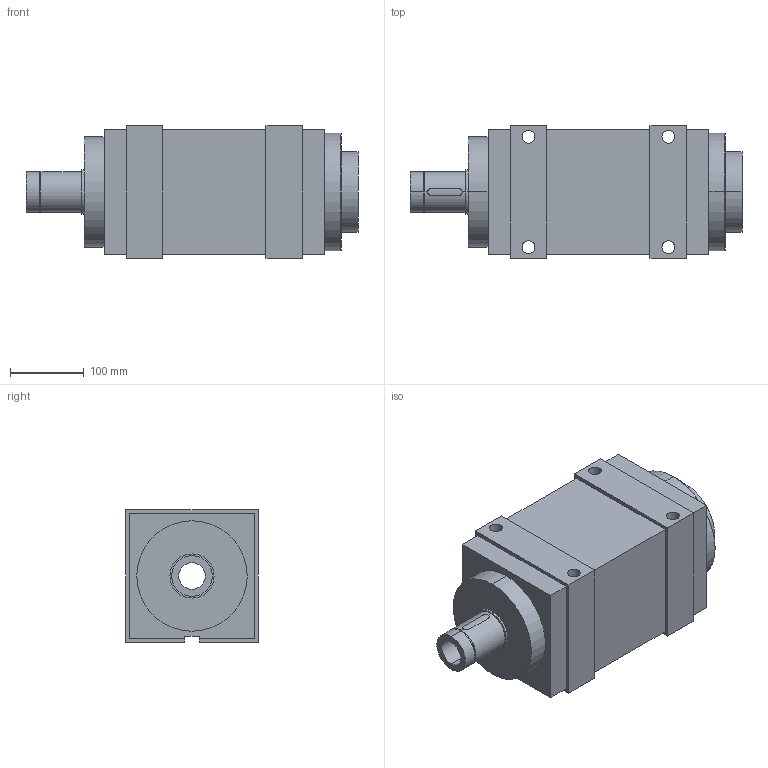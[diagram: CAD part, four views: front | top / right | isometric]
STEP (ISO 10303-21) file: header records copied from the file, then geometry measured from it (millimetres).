
FILE_DESCRIPTION (( 'STEP AP214' ), '1' );
FILE_NAME ('S60A.STEP', '2024-01-25T09:47:58', ( '' ), ( '' ), 'SwSTEP 2.0', 'SolidWorks 2023', '' );
FILE_SCHEMA (( 'AUTOMOTIVE_DESIGN' ));
Length unit declared in the file: millimetre
Products named in the file (4): GAS-16C-S60A.STEP.STEP; S60A; S60A.STEP; S60A-GAL-16C.STEP.STEP
Assembly tree (3 placements, depth 4):
  S60A
    S60A.STEP
      GAS-16C-S60A.STEP.STEP
        S60A-GAL-16C.STEP.STEP
Bounding box: 451 x 180 x 180 mm (x, y, z)
Surface area: 416773.8 mm2 (no closed solid volume)
Topology: 0 solids, 2 shells, 83 faces, 214 edges, 142 vertices
Faces by surface type: plane 45, cylinder 33, cone 5
Full cylindrical faces by diameter (mm): 8.5 x3
Entity records: 2722 total; most frequent: CARTESIAN_POINT 569, DIRECTION 444, ORIENTED_EDGE 406, EDGE_CURVE 205, AXIS2_PLACEMENT_3D 154, VERTEX_POINT 139, VECTOR 136, LINE 136
